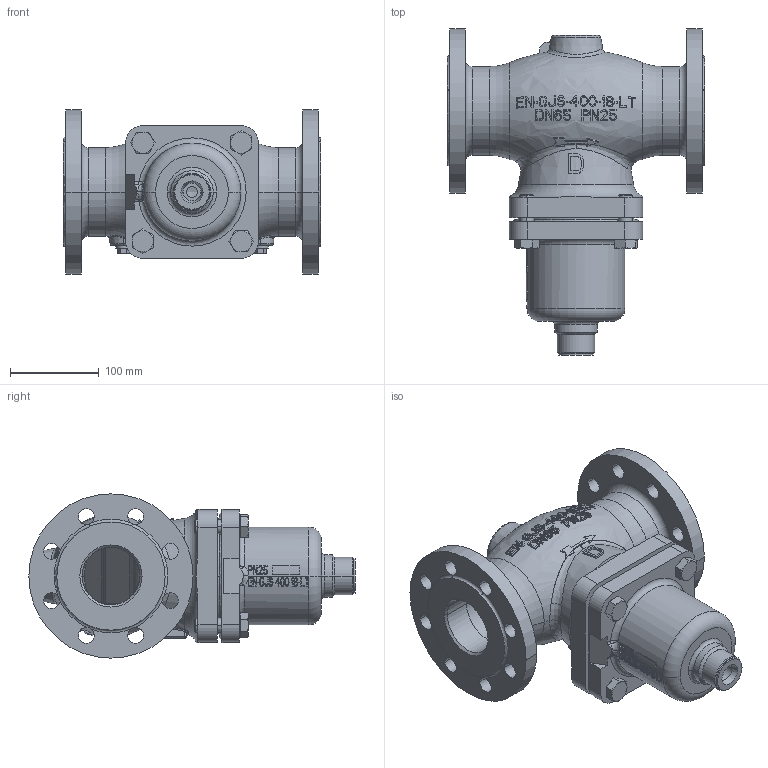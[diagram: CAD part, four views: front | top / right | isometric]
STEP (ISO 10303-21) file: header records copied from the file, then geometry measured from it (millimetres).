
FILE_DESCRIPTION((''),'2;1');
FILE_NAME('065B2407_ASM','2015-03-13T',('u317927'),('Danfoss'),'PRO/ENGINEER BY PARAMETRIC TECHNOLOGY CORPORATION, 2014000','PRO/ENGINEER BY PARAMETRIC TECHNOLOGY CORPORATION, 2014000','');
FILE_SCHEMA(('CONFIG_CONTROL_DESIGN'));
Products named in the file (9): 88611860; 5454047; 8861092; 5454041; 8861190; 5184024; TESNILO_18X14; VIJAK_G1L4X12_ZAPIRALNI; 065B2407_ASM
Assembly tree (13 placements, depth 2):
  065B2407_ASM
    88611860
    5454047
    8861092
    5454041
    8861190
    5184024  x4
    TESNILO_18X14  x2
    VIJAK_G1L4X12_ZAPIRALNI  x2
Bounding box: 290 x 367.6 x 185 mm (x, y, z)
Volume: 3181699.8 mm3; surface area: 658000.3 mm2
Topology: 13 solids, 28 shells, 2041 faces, 5652 edges, 3722 vertices
Faces by surface type: plane 1512, cylinder 244, bspline 155, cone 67, torus 58, sphere 5
Entity records: 70417 total; most frequent: CARTESIAN_POINT 25105, ORIENTED_EDGE 10671, DIRECTION 7548, EDGE_CURVE 5392, VERTEX_POINT 3560, AXIS2_PLACEMENT_3D 2864, B_SPLINE_CURVE_WITH_KNOTS 2506, EDGE_LOOP 2072
